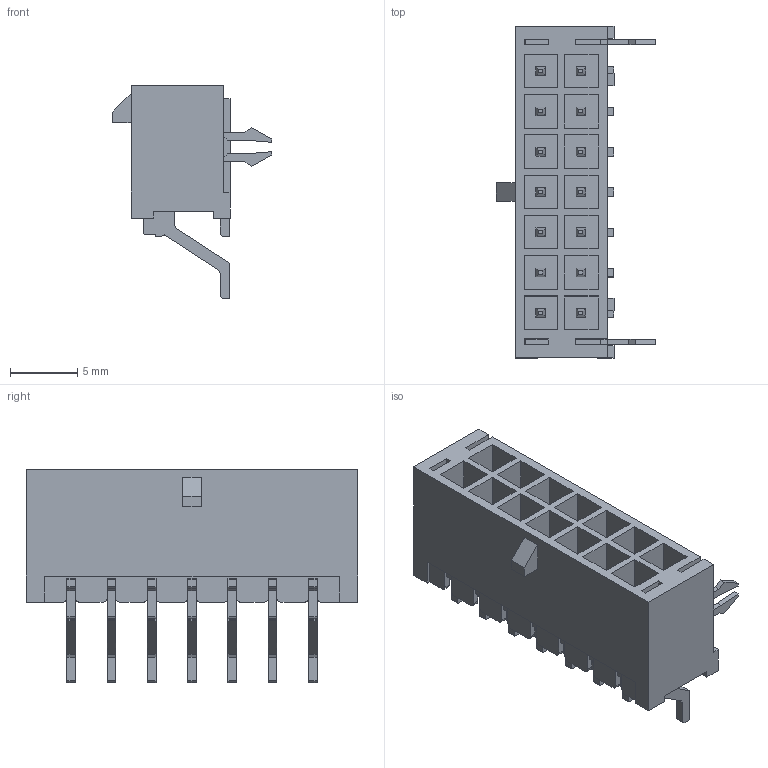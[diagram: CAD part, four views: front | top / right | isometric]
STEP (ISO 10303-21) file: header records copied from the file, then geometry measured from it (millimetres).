
FILE_DESCRIPTION(/* description */ ('Unknown'),/* implementation_level */ '2;1');
FILE_NAME(/* name */ '662114230822',/* time_stamp */ '2017-07-20T11:57:03+02:00',/* author */ ('Unknown'),/* organization */ ('Unknown'),/* preprocessor_version */ 'ST-DEVELOPER v16.7',/* originating_system */ 'DEX',/* authorisation */ $);
FILE_SCHEMA (('AUTOMOTIVE_DESIGN {1 0 10303 214 3 1 1}'));
Length unit declared in the file: millimetre
Products named in the file (5): 6621xx230822; 662014230822; 6620xx230822_PIN_COURTE; 6620xx230822_PIN_LONGUE; 6620xx230822
Assembly tree (17 placements, depth 2):
  6621xx230822
    662014230822
    6620xx230822_PIN_COURTE  x7
    6620xx230822_PIN_LONGUE  x7
    6620xx230822  x2
Bounding box: 11.86 x 24.7 x 15.9 mm (x, y, z)
Volume: 1081.2 mm3; surface area: 2962.2 mm2
Topology: 17 solids, 17 shells, 728 faces, 2035 edges, 1338 vertices
Faces by surface type: plane 649, cylinder 79
Entity records: 12535 total; most frequent: CARTESIAN_POINT 2221, ORIENTED_EDGE 2198, DIRECTION 1955, EDGE_CURVE 1099, LINE 1027, VECTOR 1027, VERTEX_POINT 730, AXIS2_PLACEMENT_3D 464
